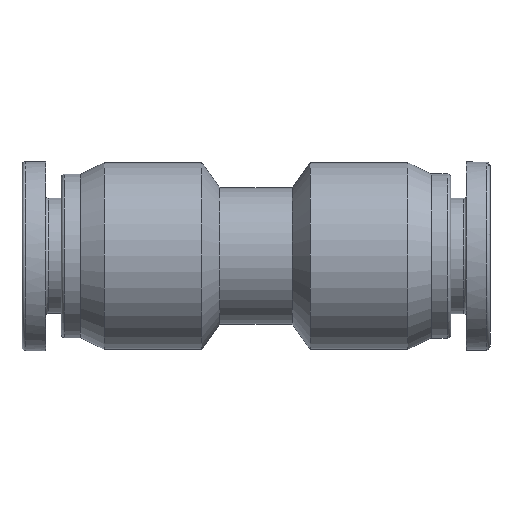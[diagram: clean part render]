
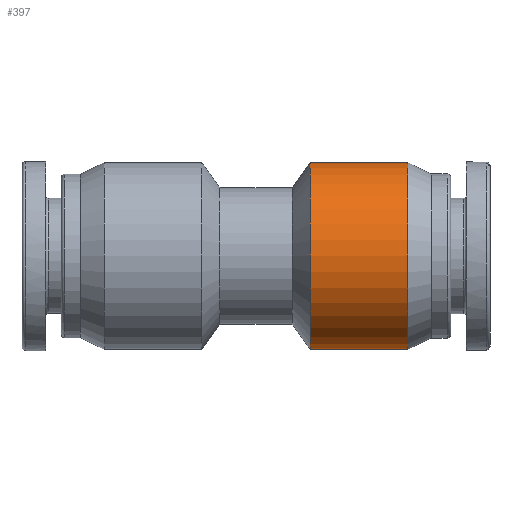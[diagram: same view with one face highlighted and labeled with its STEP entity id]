
A CAD part, front view. The second image highlights one B-rep face of the part: STEP entity #397.
In plain terms, the highlighted cylindrical face has radius 7.85 mm (diameter 15.7 mm), a full revolution.
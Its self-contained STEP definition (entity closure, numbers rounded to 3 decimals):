
#294 = CONICAL_SURFACE('',#295,7.85,0.464);
#295 = AXIS2_PLACEMENT_3D('',#296,#297,#298);
#296 = CARTESIAN_POINT('',(12.75,0.,0.));
#297 = DIRECTION('',(-1.,-0.,-0.));
#298 = DIRECTION('',(-0.,0.,1.));
#323 = VERTEX_POINT('',#324);
#324 = CARTESIAN_POINT('',(12.75,0.,7.85));
#344 = EDGE_CURVE('',#323,#323,#345,.T.);
#345 = SURFACE_CURVE('',#346,(#351,#358),.PCURVE_S1.);
#346 = CIRCLE('',#347,7.85);
#347 = AXIS2_PLACEMENT_3D('',#348,#349,#350);
#348 = CARTESIAN_POINT('',(12.75,0.,0.));
#349 = DIRECTION('',(-1.,0.,-0.));
#350 = DIRECTION('',(-0.,0.,1.));
#351 = PCURVE('',#294,#352);
#352 = DEFINITIONAL_REPRESENTATION('',(#353),#357);
#353 = LINE('',#354,#355);
#354 = CARTESIAN_POINT('',(0.,0.));
#355 = VECTOR('',#356,1.);
#356 = DIRECTION('',(1.,0.));
#357 = ( GEOMETRIC_REPRESENTATION_CONTEXT(2) 
PARAMETRIC_REPRESENTATION_CONTEXT() REPRESENTATION_CONTEXT('2D SPACE',''
  ) );
#358 = PCURVE('',#359,#364);
#359 = CYLINDRICAL_SURFACE('',#360,7.85);
#360 = AXIS2_PLACEMENT_3D('',#361,#362,#363);
#361 = CARTESIAN_POINT('',(-66.149,0.,0.));
#362 = DIRECTION('',(-1.,-0.,-0.));
#363 = DIRECTION('',(-0.,0.,1.));
#364 = DEFINITIONAL_REPRESENTATION('',(#365),#369);
#365 = LINE('',#366,#367);
#366 = CARTESIAN_POINT('',(0.,-78.899));
#367 = VECTOR('',#368,1.);
#368 = DIRECTION('',(1.,0.));
#369 = ( GEOMETRIC_REPRESENTATION_CONTEXT(2) 
PARAMETRIC_REPRESENTATION_CONTEXT() REPRESENTATION_CONTEXT('2D SPACE',''
  ) );
#397 = ADVANCED_FACE('',(#398),#359,.T.);
#398 = FACE_BOUND('',#399,.T.);
#399 = EDGE_LOOP('',(#400,#401,#423,#450));
#400 = ORIENTED_EDGE('',*,*,#344,.T.);
#401 = ORIENTED_EDGE('',*,*,#402,.T.);
#402 = EDGE_CURVE('',#323,#403,#405,.T.);
#403 = VERTEX_POINT('',#404);
#404 = CARTESIAN_POINT('',(4.55,0.,7.85));
#405 = SEAM_CURVE('',#406,(#409,#416),.PCURVE_S1.);
#406 = B_SPLINE_CURVE_WITH_KNOTS('',1,(#407,#408),.UNSPECIFIED.,.F.,.F.,
  (2,2),(-78.899,-70.699),.PIECEWISE_BEZIER_KNOTS.);
#407 = CARTESIAN_POINT('',(12.75,0.,7.85));
#408 = CARTESIAN_POINT('',(4.55,0.,7.85));
#409 = PCURVE('',#359,#410);
#410 = DEFINITIONAL_REPRESENTATION('',(#411),#415);
#411 = LINE('',#412,#413);
#412 = CARTESIAN_POINT('',(6.283,0.));
#413 = VECTOR('',#414,1.);
#414 = DIRECTION('',(0.,1.));
#415 = ( GEOMETRIC_REPRESENTATION_CONTEXT(2) 
PARAMETRIC_REPRESENTATION_CONTEXT() REPRESENTATION_CONTEXT('2D SPACE',''
  ) );
#416 = PCURVE('',#359,#417);
#417 = DEFINITIONAL_REPRESENTATION('',(#418),#422);
#418 = LINE('',#419,#420);
#419 = CARTESIAN_POINT('',(0.,0.));
#420 = VECTOR('',#421,1.);
#421 = DIRECTION('',(0.,1.));
#422 = ( GEOMETRIC_REPRESENTATION_CONTEXT(2) 
PARAMETRIC_REPRESENTATION_CONTEXT() REPRESENTATION_CONTEXT('2D SPACE',''
  ) );
#423 = ORIENTED_EDGE('',*,*,#424,.F.);
#424 = EDGE_CURVE('',#403,#403,#425,.T.);
#425 = SURFACE_CURVE('',#426,(#431,#438),.PCURVE_S1.);
#426 = CIRCLE('',#427,7.85);
#427 = AXIS2_PLACEMENT_3D('',#428,#429,#430);
#428 = CARTESIAN_POINT('',(4.55,0.,0.));
#429 = DIRECTION('',(-1.,0.,-0.));
#430 = DIRECTION('',(-0.,0.,1.));
#431 = PCURVE('',#359,#432);
#432 = DEFINITIONAL_REPRESENTATION('',(#433),#437);
#433 = LINE('',#434,#435);
#434 = CARTESIAN_POINT('',(0.,-70.699));
#435 = VECTOR('',#436,1.);
#436 = DIRECTION('',(1.,0.));
#437 = ( GEOMETRIC_REPRESENTATION_CONTEXT(2) 
PARAMETRIC_REPRESENTATION_CONTEXT() REPRESENTATION_CONTEXT('2D SPACE',''
  ) );
#438 = PCURVE('',#439,#444);
#439 = CONICAL_SURFACE('',#440,5.75,0.951);
#440 = AXIS2_PLACEMENT_3D('',#441,#442,#443);
#441 = CARTESIAN_POINT('',(3.05,0.,0.));
#442 = DIRECTION('',(1.,0.,0.));
#443 = DIRECTION('',(0.,0.,-1.));
#444 = DEFINITIONAL_REPRESENTATION('',(#445),#449);
#445 = LINE('',#446,#447);
#446 = CARTESIAN_POINT('',(9.425,1.5));
#447 = VECTOR('',#448,1.);
#448 = DIRECTION('',(-1.,0.));
#449 = ( GEOMETRIC_REPRESENTATION_CONTEXT(2) 
PARAMETRIC_REPRESENTATION_CONTEXT() REPRESENTATION_CONTEXT('2D SPACE',''
  ) );
#450 = ORIENTED_EDGE('',*,*,#402,.F.);
